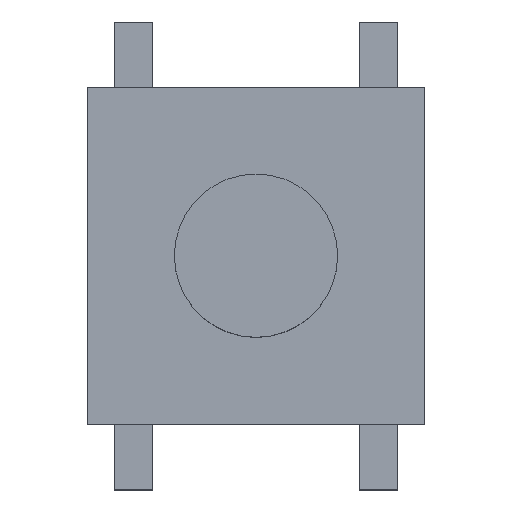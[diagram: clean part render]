
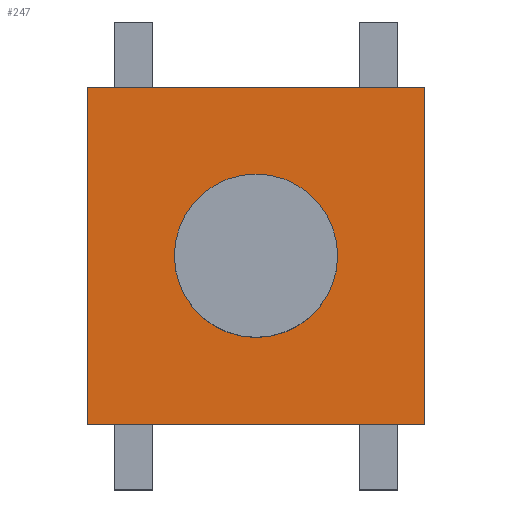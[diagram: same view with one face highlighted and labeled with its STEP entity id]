
A CAD part, top view. The second image highlights one B-rep face of the part: STEP entity #247.
In plain terms, the highlighted planar face has unit normal (0, 0, 1).
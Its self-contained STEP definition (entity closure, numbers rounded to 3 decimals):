
#24 = VERTEX_POINT('',#25);
#25 = CARTESIAN_POINT('',(-3.1,3.1,2.));
#31 = EDGE_CURVE('',#24,#32,#34,.T.);
#32 = VERTEX_POINT('',#33);
#33 = CARTESIAN_POINT('',(-3.1,-3.1,2.));
#34 = LINE('',#35,#36);
#35 = CARTESIAN_POINT('',(-3.1,3.1,2.));
#36 = VECTOR('',#37,1.);
#37 = DIRECTION('',(0.,-1.,0.));
#72 = VERTEX_POINT('',#73);
#73 = CARTESIAN_POINT('',(3.1,3.1,2.));
#79 = EDGE_CURVE('',#72,#24,#80,.T.);
#80 = LINE('',#81,#82);
#81 = CARTESIAN_POINT('',(3.1,3.1,2.));
#82 = VECTOR('',#83,1.);
#83 = DIRECTION('',(-1.,0.,0.));
#165 = EDGE_CURVE('',#32,#166,#168,.T.);
#166 = VERTEX_POINT('',#167);
#167 = CARTESIAN_POINT('',(3.1,-3.1,2.));
#168 = LINE('',#169,#170);
#169 = CARTESIAN_POINT('',(-3.1,-3.1,2.));
#170 = VECTOR('',#171,1.);
#171 = DIRECTION('',(1.,0.,0.));
#247 = ADVANCED_FACE('',(#248,#259),#270,.T.);
#248 = FACE_BOUND('',#249,.T.);
#249 = EDGE_LOOP('',(#250,#251,#252,#258));
#250 = ORIENTED_EDGE('',*,*,#31,.T.);
#251 = ORIENTED_EDGE('',*,*,#165,.T.);
#252 = ORIENTED_EDGE('',*,*,#253,.T.);
#253 = EDGE_CURVE('',#166,#72,#254,.T.);
#254 = LINE('',#255,#256);
#255 = CARTESIAN_POINT('',(3.1,-3.1,2.));
#256 = VECTOR('',#257,1.);
#257 = DIRECTION('',(0.,1.,0.));
#258 = ORIENTED_EDGE('',*,*,#79,.T.);
#259 = FACE_BOUND('',#260,.T.);
#260 = EDGE_LOOP('',(#261));
#261 = ORIENTED_EDGE('',*,*,#262,.T.);
#262 = EDGE_CURVE('',#263,#263,#265,.T.);
#263 = VERTEX_POINT('',#264);
#264 = CARTESIAN_POINT('',(1.5,0.,2.));
#265 = CIRCLE('',#266,1.5);
#266 = AXIS2_PLACEMENT_3D('',#267,#268,#269);
#267 = CARTESIAN_POINT('',(0.,0.,2.));
#268 = DIRECTION('',(0.,0.,-1.));
#269 = DIRECTION('',(1.,0.,0.));
#270 = PLANE('',#271);
#271 = AXIS2_PLACEMENT_3D('',#272,#273,#274);
#272 = CARTESIAN_POINT('',(0.,0.,2.));
#273 = DIRECTION('',(0.,0.,1.));
#274 = DIRECTION('',(1.,0.,0.));
